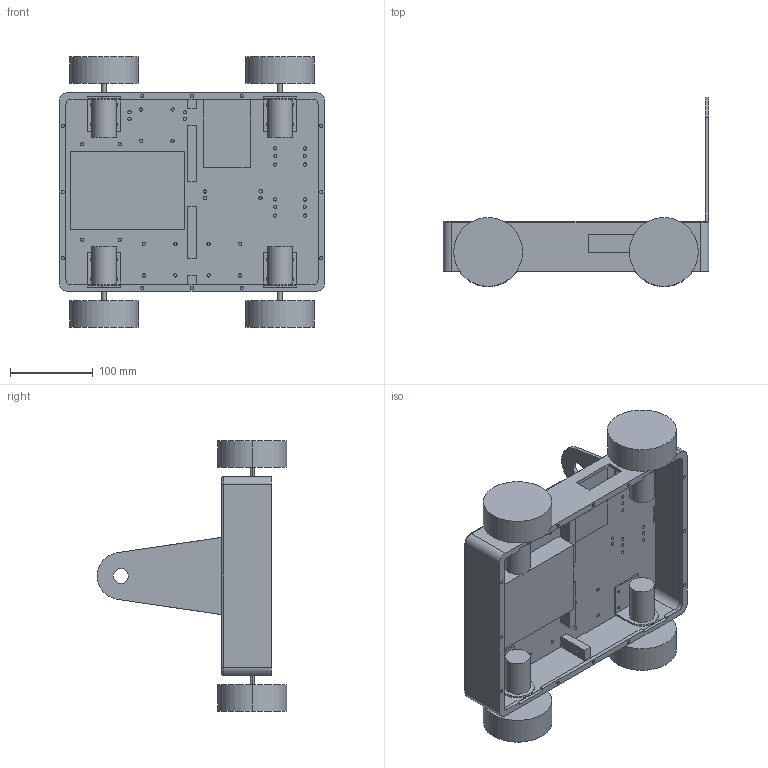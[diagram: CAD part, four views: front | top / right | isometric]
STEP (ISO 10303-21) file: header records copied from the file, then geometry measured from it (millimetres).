
FILE_DESCRIPTION (( 'STEP AP214' ), '1' );
FILE_NAME ('Baron project.STEP', '2023-02-22T05:44:38', ( '' ), ( '' ), 'SwSTEP 2.0', 'SolidWorks 2020', '' );
FILE_SCHEMA (( 'AUTOMOTIVE_DESIGN' ));
Length unit declared in the file: millimetre
Products named in the file (1): Baron project
Bounding box: 320 x 228.4 x 326 mm (x, y, z)
Volume: 1889472.6 mm3; surface area: 483831.4 mm2
Topology: 7 solids, 7 shells, 548 faces, 1264 edges, 832 vertices
Faces by surface type: cylinder 282, plane 254, torus 12
Entity records: 15916 total; most frequent: DIRECTION 2930, CARTESIAN_POINT 2657, ORIENTED_EDGE 2528, EDGE_CURVE 1264, AXIS2_PLACEMENT_3D 1121, VERTEX_POINT 832, EDGE_LOOP 712, VECTOR 688
